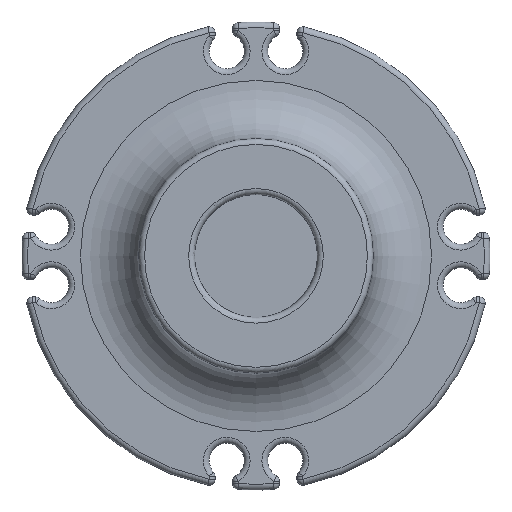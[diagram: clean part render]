
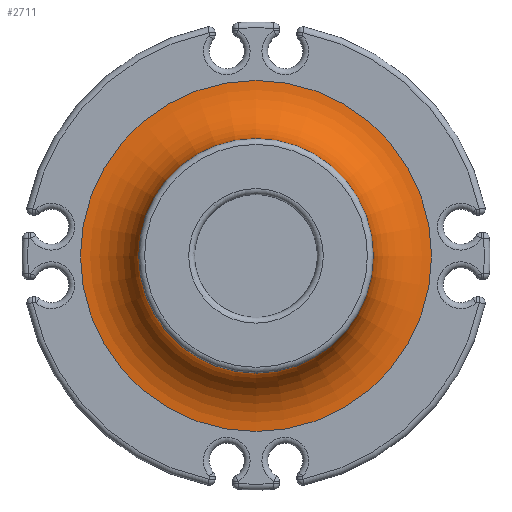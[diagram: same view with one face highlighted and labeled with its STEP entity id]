
A CAD part, top view. The second image highlights one B-rep face of the part: STEP entity #2711.
In plain terms, the highlighted toroidal (fillet/blend) face has major radius 30 mm and minor radius 10 mm.
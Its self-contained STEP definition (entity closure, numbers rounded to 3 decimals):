
#83=TOROIDAL_SURFACE('',#2945,30.,10.);
#153=FACE_OUTER_BOUND('',#364,.T.);
#364=EDGE_LOOP('',(#1831,#1832,#1833,#1834,#1835));
#571=CIRCLE('',#2943,20.041);
#572=CIRCLE('',#2944,20.041);
#573=CIRCLE('',#2946,10.);
#574=CIRCLE('',#2947,30.);
#1142=VERTEX_POINT('',#5746);
#1143=VERTEX_POINT('',#5748);
#1144=VERTEX_POINT('',#5752);
#1373=EDGE_CURVE('',#1142,#1143,#571,.T.);
#1374=EDGE_CURVE('',#1143,#1142,#572,.T.);
#1375=EDGE_CURVE('',#1143,#1144,#573,.T.);
#1376=EDGE_CURVE('',#1144,#1144,#574,.T.);
#1831=ORIENTED_EDGE('',*,*,#1374,.F.);
#1832=ORIENTED_EDGE('',*,*,#1375,.T.);
#1833=ORIENTED_EDGE('',*,*,#1376,.T.);
#1834=ORIENTED_EDGE('',*,*,#1375,.F.);
#1835=ORIENTED_EDGE('',*,*,#1373,.F.);
#2711=ADVANCED_FACE('',(#153),#83,.F.);
#2943=AXIS2_PLACEMENT_3D('',#5749,#3451,#3452);
#2944=AXIS2_PLACEMENT_3D('',#5750,#3453,#3454);
#2945=AXIS2_PLACEMENT_3D('',#5751,#3455,#3456);
#2946=AXIS2_PLACEMENT_3D('',#5753,#3457,#3458);
#2947=AXIS2_PLACEMENT_3D('',#5754,#3459,#3460);
#3451=DIRECTION('center_axis',(0.,0.,1.));
#3452=DIRECTION('ref_axis',(-1.,0.,0.));
#3453=DIRECTION('center_axis',(0.,0.,1.));
#3454=DIRECTION('ref_axis',(-1.,0.,0.));
#3455=DIRECTION('center_axis',(0.,0.,-1.));
#3456=DIRECTION('ref_axis',(-1.,0.,0.));
#3457=DIRECTION('center_axis',(0.,-1.,0.));
#3458=DIRECTION('ref_axis',(1.,0.,0.));
#3459=DIRECTION('center_axis',(0.,0.,1.));
#3460=DIRECTION('ref_axis',(-1.,0.,0.));
#5746=CARTESIAN_POINT('',(-20.041,0.,15.091));
#5748=CARTESIAN_POINT('',(20.041,0.,15.091));
#5749=CARTESIAN_POINT('Origin',(0.,0.,15.091));
#5750=CARTESIAN_POINT('Origin',(0.,0.,15.091));
#5751=CARTESIAN_POINT('Origin',(0.,0.,16.));
#5752=CARTESIAN_POINT('',(30.,0.,6.));
#5753=CARTESIAN_POINT('Origin',(30.,0.,16.));
#5754=CARTESIAN_POINT('Origin',(0.,0.,6.));
